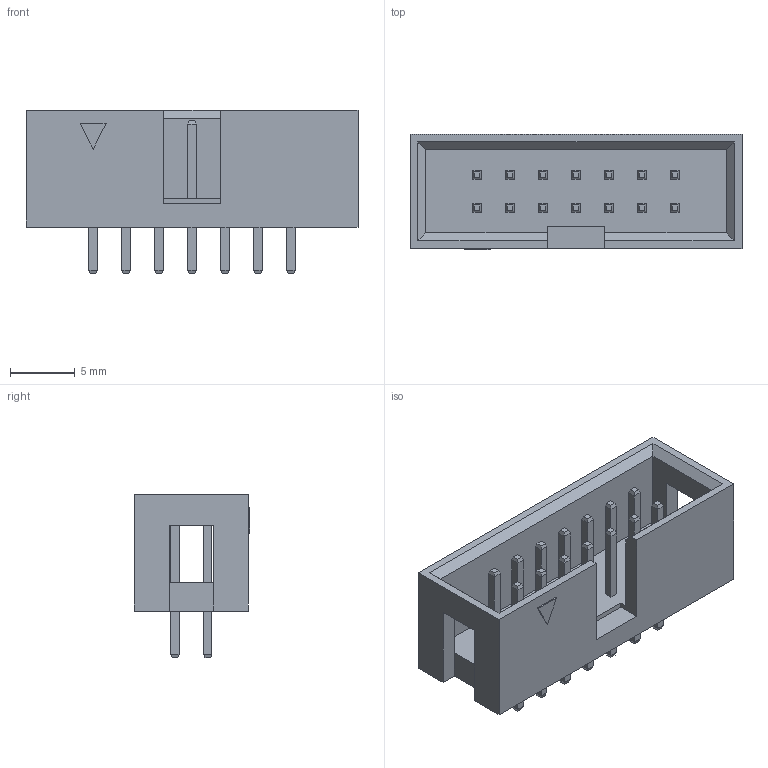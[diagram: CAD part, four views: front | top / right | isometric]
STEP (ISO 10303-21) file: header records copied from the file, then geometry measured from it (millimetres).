
FILE_DESCRIPTION (( 'STEP AP214' ), '1' );
FILE_NAME ('User Library-DS1013-14S (IDC-14MS CONNFLY).STEP', '2020-02-19T08:53:40', ( '' ), ( '' ), 'SwSTEP 2.0', 'SolidWorks 2019', '' );
FILE_SCHEMA (( 'AUTOMOTIVE_DESIGN' ));
Length unit declared in the file: millimetre
Products named in the file (1): User Library-DS1013-14S (IDC-14MS CONNFLY)
Bounding box: 25.58 x 8.9 x 12.6 mm (x, y, z)
Volume: 959.7 mm3; surface area: 1709.2 mm2
Topology: 1 solids, 1 shells, 288 faces, 663 edges, 402 vertices
Faces by surface type: plane 288
Entity records: 8245 total; most frequent: CARTESIAN_POINT 1354, ORIENTED_EDGE 1326, DIRECTION 1241, LINE 663, EDGE_CURVE 663, VECTOR 663, VERTEX_POINT 402, EDGE_LOOP 317
